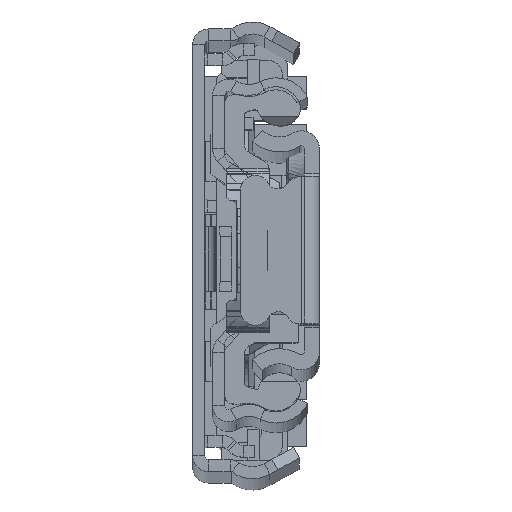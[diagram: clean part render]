
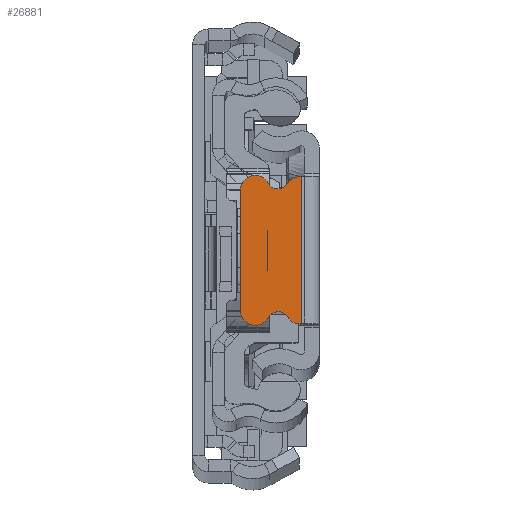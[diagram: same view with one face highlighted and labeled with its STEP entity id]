
A CAD part, top view. The second image highlights one B-rep face of the part: STEP entity #26881.
In plain terms, the highlighted planar face has unit normal (0, 0, 1).
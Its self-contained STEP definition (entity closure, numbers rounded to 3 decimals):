
#167 = CARTESIAN_POINT ( 'NONE',  ( -1.75, 0., 0. ) ) ;
#548 = VERTEX_POINT ( 'NONE', #21047 ) ;
#661 = EDGE_LOOP ( 'NONE', ( #15038, #21141, #24949, #10999, #7440, #33548, #10850, #30773, #24298, #18379 ) ) ;
#707 = VERTEX_POINT ( 'NONE', #16940 ) ;
#1227 = CARTESIAN_POINT ( 'NONE',  ( -1.929, 7.37, 0. ) ) ;
#1634 = VECTOR ( 'NONE', #33380, 1000. ) ;
#1730 = AXIS2_PLACEMENT_3D ( 'NONE', #17965, #31147, #34149 ) ;
#1918 = VERTEX_POINT ( 'NONE', #17130 ) ;
#2080 = CARTESIAN_POINT ( 'NONE',  ( -7.929, -6., 0. ) ) ;
#2313 = CIRCLE ( 'NONE', #6868, 1.1 ) ;
#2915 = EDGE_CURVE ( 'NONE', #25878, #29571, #19030, .T. ) ;
#3431 = CARTESIAN_POINT ( 'NONE',  ( -1.75, -7.37, 0. ) ) ;
#3898 = VERTEX_POINT ( 'NONE', #5871 ) ;
#4310 = DIRECTION ( 'NONE',  ( -1., 0., 0. ) ) ;
#5039 = VERTEX_POINT ( 'NONE', #1227 ) ;
#5044 = DIRECTION ( 'NONE',  ( 1., 0., 0. ) ) ;
#5139 = DIRECTION ( 'NONE',  ( 1., 0., 0. ) ) ;
#5871 = CARTESIAN_POINT ( 'NONE',  ( -3.206, 6.658, 0. ) ) ;
#6396 = LINE ( 'NONE', #22523, #1634 ) ;
#6868 = AXIS2_PLACEMENT_3D ( 'NONE', #26536, #13039, #23849 ) ;
#7440 = ORIENTED_EDGE ( 'NONE', *, *, #25383, .T. ) ;
#7471 = VERTEX_POINT ( 'NONE', #2080 ) ;
#7609 = AXIS2_PLACEMENT_3D ( 'NONE', #13480, #21808, #5139 ) ;
#8220 = DIRECTION ( 'NONE',  ( 0., 0., 1. ) ) ;
#8398 = EDGE_CURVE ( 'NONE', #29571, #11372, #6396, .T. ) ;
#8402 = CARTESIAN_POINT ( 'NONE',  ( -6.429, 6., 0. ) ) ;
#9489 = FACE_OUTER_BOUND ( 'NONE', #661, .T. ) ;
#9609 = CARTESIAN_POINT ( 'NONE',  ( -4.142, -7.236, 0. ) ) ;
#10083 = EDGE_CURVE ( 'NONE', #3898, #1918, #2313, .T. ) ;
#10850 = ORIENTED_EDGE ( 'NONE', *, *, #12486, .T. ) ;
#10971 = CIRCLE ( 'NONE', #13813, 1.5 ) ;
#10999 = ORIENTED_EDGE ( 'NONE', *, *, #10083, .T. ) ;
#11083 = DIRECTION ( 'NONE',  ( 0., 0., 1. ) ) ;
#11318 = AXIS2_PLACEMENT_3D ( 'NONE', #8402, #8220, #27384 ) ;
#11372 = VERTEX_POINT ( 'NONE', #16585 ) ;
#11563 = AXIS2_PLACEMENT_3D ( 'NONE', #9609, #28407, #12622 ) ;
#11737 = DIRECTION ( 'NONE',  ( 1., 0., 0. ) ) ;
#12078 = EDGE_CURVE ( 'NONE', #548, #11372, #10971, .T. ) ;
#12486 = EDGE_CURVE ( 'NONE', #7471, #707, #34251, .T. ) ;
#12622 = DIRECTION ( 'NONE',  ( -1., 0., 0. ) ) ;
#13039 = DIRECTION ( 'NONE',  ( 0., 0., -1. ) ) ;
#13480 = CARTESIAN_POINT ( 'NONE',  ( -6.429, -6., 0. ) ) ;
#13813 = AXIS2_PLACEMENT_3D ( 'NONE', #24746, #11083, #5044 ) ;
#14741 = VERTEX_POINT ( 'NONE', #25731 ) ;
#15038 = ORIENTED_EDGE ( 'NONE', *, *, #2915, .F. ) ;
#15542 = EDGE_CURVE ( 'NONE', #14741, #7471, #17631, .T. ) ;
#16585 = CARTESIAN_POINT ( 'NONE',  ( -1.929, -7.37, 0. ) ) ;
#16940 = CARTESIAN_POINT ( 'NONE',  ( -5.109, -6.713, 0. ) ) ;
#17130 = CARTESIAN_POINT ( 'NONE',  ( -5.109, 6.713, 0. ) ) ;
#17132 = AXIS2_PLACEMENT_3D ( 'NONE', #20639, #28631, #4310 ) ;
#17631 = LINE ( 'NONE', #29500, #27601 ) ;
#17965 = CARTESIAN_POINT ( 'NONE',  ( 642.771, 0., 0. ) ) ;
#18379 = ORIENTED_EDGE ( 'NONE', *, *, #8398, .F. ) ;
#19030 = LINE ( 'NONE', #167, #28528 ) ;
#20071 = CIRCLE ( 'NONE', #11563, 1.1 ) ;
#20639 = CARTESIAN_POINT ( 'NONE',  ( -1.929, 5.87, 0. ) ) ;
#21047 = CARTESIAN_POINT ( 'NONE',  ( -3.206, -6.658, 0. ) ) ;
#21141 = ORIENTED_EDGE ( 'NONE', *, *, #29760, .F. ) ;
#21808 = DIRECTION ( 'NONE',  ( 0., 0., 1. ) ) ;
#22523 = CARTESIAN_POINT ( 'NONE',  ( -1.929, -7.37, 0. ) ) ;
#23290 = PLANE ( 'NONE',  #1730 ) ;
#23849 = DIRECTION ( 'NONE',  ( 1., 0., 0. ) ) ;
#24298 = ORIENTED_EDGE ( 'NONE', *, *, #12078, .T. ) ;
#24356 = CIRCLE ( 'NONE', #11318, 1.5 ) ;
#24548 = DIRECTION ( 'NONE',  ( 0., -1., 0. ) ) ;
#24746 = CARTESIAN_POINT ( 'NONE',  ( -1.929, -5.87, 0. ) ) ;
#24949 = ORIENTED_EDGE ( 'NONE', *, *, #28069, .T. ) ;
#25383 = EDGE_CURVE ( 'NONE', #1918, #14741, #24356, .T. ) ;
#25731 = CARTESIAN_POINT ( 'NONE',  ( -7.929, 6., 0. ) ) ;
#25878 = VERTEX_POINT ( 'NONE', #32139 ) ;
#26536 = CARTESIAN_POINT ( 'NONE',  ( -4.142, 7.236, 0. ) ) ;
#26881 = ADVANCED_FACE ( 'NONE', ( #9489 ), #23290, .T. ) ;
#27384 = DIRECTION ( 'NONE',  ( -1., 0., 0. ) ) ;
#27601 = VECTOR ( 'NONE', #34872, 1000. ) ;
#28069 = EDGE_CURVE ( 'NONE', #5039, #3898, #31333, .T. ) ;
#28407 = DIRECTION ( 'NONE',  ( 0., 0., -1. ) ) ;
#28528 = VECTOR ( 'NONE', #24548, 1000. ) ;
#28631 = DIRECTION ( 'NONE',  ( 0., 0., 1. ) ) ;
#29500 = CARTESIAN_POINT ( 'NONE',  ( -7.929, -6., 0. ) ) ;
#29571 = VERTEX_POINT ( 'NONE', #3431 ) ;
#29760 = EDGE_CURVE ( 'NONE', #5039, #25878, #30018, .T. ) ;
#30018 = LINE ( 'NONE', #30377, #31603 ) ;
#30377 = CARTESIAN_POINT ( 'NONE',  ( -1.929, 7.37, 0. ) ) ;
#30773 = ORIENTED_EDGE ( 'NONE', *, *, #34743, .T. ) ;
#31147 = DIRECTION ( 'NONE',  ( 0., 0., 1. ) ) ;
#31333 = CIRCLE ( 'NONE', #17132, 1.5 ) ;
#31603 = VECTOR ( 'NONE', #11737, 1000. ) ;
#32139 = CARTESIAN_POINT ( 'NONE',  ( -1.75, 7.37, 0. ) ) ;
#33380 = DIRECTION ( 'NONE',  ( -1., 0., 0. ) ) ;
#33548 = ORIENTED_EDGE ( 'NONE', *, *, #15542, .T. ) ;
#34149 = DIRECTION ( 'NONE',  ( 1., 0., 0. ) ) ;
#34251 = CIRCLE ( 'NONE', #7609, 1.5 ) ;
#34743 = EDGE_CURVE ( 'NONE', #707, #548, #20071, .T. ) ;
#34872 = DIRECTION ( 'NONE',  ( 0., -1., 0. ) ) ;
